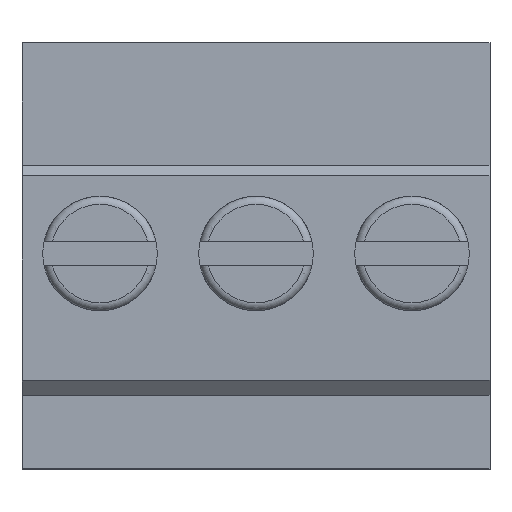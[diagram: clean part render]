
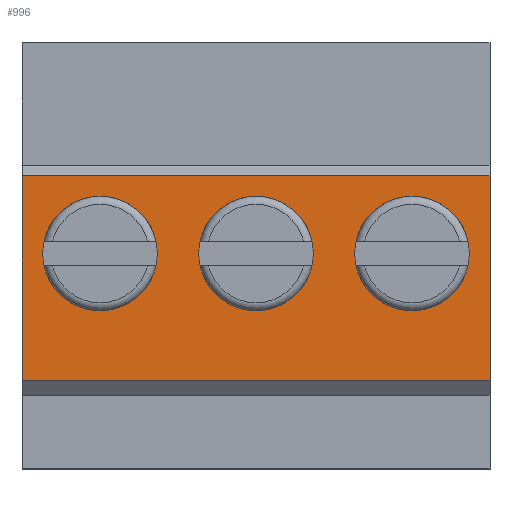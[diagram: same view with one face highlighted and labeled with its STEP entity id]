
A CAD part, top view. The second image highlights one B-rep face of the part: STEP entity #996.
In plain terms, the highlighted planar face has unit normal (0, 0, 1).
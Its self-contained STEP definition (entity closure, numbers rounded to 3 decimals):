
#996 = ADVANCED_FACE( '', ( #2171, #2172, #2173, #2174 ), #2175, .T. );
#2171 = FACE_OUTER_BOUND( '', #3589, .T. );
#2172 = FACE_BOUND( '', #3590, .T. );
#2173 = FACE_BOUND( '', #3591, .T. );
#2174 = FACE_BOUND( '', #3592, .T. );
#2175 = PLANE( '', #3593 );
#3589 = EDGE_LOOP( '', ( #6099, #6100, #6101, #6102 ) );
#3590 = EDGE_LOOP( '', ( #6103 ) );
#3591 = EDGE_LOOP( '', ( #6104 ) );
#3592 = EDGE_LOOP( '', ( #6105 ) );
#3593 = AXIS2_PLACEMENT_3D( '', #6106, #6107, #6108 );
#6099 = ORIENTED_EDGE( '', *, *, #9325, .F. );
#6100 = ORIENTED_EDGE( '', *, *, #9618, .F. );
#6101 = ORIENTED_EDGE( '', *, *, #9512, .T. );
#6102 = ORIENTED_EDGE( '', *, *, #9619, .T. );
#6103 = ORIENTED_EDGE( '', *, *, #8932, .T. );
#6104 = ORIENTED_EDGE( '', *, *, #9620, .T. );
#6105 = ORIENTED_EDGE( '', *, *, #9095, .T. );
#6106 = CARTESIAN_POINT( '', ( 5.715, -3.1, 6.375 ) );
#6107 = DIRECTION( '', ( 0., 0., 1. ) );
#6108 = DIRECTION( '', ( 1., 0., 0. ) );
#8932 = EDGE_CURVE( '', #10810, #10810, #10811, .T. );
#9095 = EDGE_CURVE( '', #11086, #11086, #11087, .T. );
#9325 = EDGE_CURVE( '', #11455, #11457, #11458, .T. );
#9512 = EDGE_CURVE( '', #11759, #11757, #11760, .T. );
#9618 = EDGE_CURVE( '', #11759, #11455, #11913, .T. );
#9619 = EDGE_CURVE( '', #11757, #11457, #11914, .T. );
#9620 = EDGE_CURVE( '', #11915, #11915, #11916, .T. );
#10810 = VERTEX_POINT( '', #13479 );
#10811 = CIRCLE( '', #13480, 1.4 );
#11086 = VERTEX_POINT( '', #13878 );
#11087 = CIRCLE( '', #13879, 1.4 );
#11455 = VERTEX_POINT( '', #14411 );
#11457 = VERTEX_POINT( '', #14414 );
#11458 = LINE( '', #14415, #14416 );
#11757 = VERTEX_POINT( '', #14850 );
#11759 = VERTEX_POINT( '', #14853 );
#11760 = LINE( '', #14854, #14855 );
#11913 = LINE( '', #15084, #15085 );
#11914 = LINE( '', #15086, #15087 );
#11915 = VERTEX_POINT( '', #15088 );
#11916 = CIRCLE( '', #15089, 1.4 );
#13479 = CARTESIAN_POINT( '', ( -5.21, 0., 6.375 ) );
#13480 = AXIS2_PLACEMENT_3D( '', #16783, #16784, #16785 );
#13878 = CARTESIAN_POINT( '', ( 2.41, 0., 6.375 ) );
#13879 = AXIS2_PLACEMENT_3D( '', #16933, #16934, #16935 );
#14411 = CARTESIAN_POINT( '', ( -5.715, -3.1, 6.375 ) );
#14414 = CARTESIAN_POINT( '', ( -5.715, 1.9, 6.375 ) );
#14415 = CARTESIAN_POINT( '', ( -5.715, -3.1, 6.375 ) );
#14416 = VECTOR( '', #17157, 1000. );
#14850 = CARTESIAN_POINT( '', ( 5.715, 1.9, 6.375 ) );
#14853 = CARTESIAN_POINT( '', ( 5.715, -3.1, 6.375 ) );
#14854 = CARTESIAN_POINT( '', ( 5.715, -3.1, 6.375 ) );
#14855 = VECTOR( '', #17341, 1000. );
#15084 = CARTESIAN_POINT( '', ( 5.715, -3.1, 6.375 ) );
#15085 = VECTOR( '', #17437, 1000. );
#15086 = CARTESIAN_POINT( '', ( 5.715, 1.9, 6.375 ) );
#15087 = VECTOR( '', #17438, 1000. );
#15088 = CARTESIAN_POINT( '', ( -1.4, 0., 6.375 ) );
#15089 = AXIS2_PLACEMENT_3D( '', #17439, #17440, #17441 );
#16783 = CARTESIAN_POINT( '', ( -3.81, 0., 6.375 ) );
#16784 = DIRECTION( '', ( 0., 0., -1. ) );
#16785 = DIRECTION( '', ( -1., 0., 0. ) );
#16933 = CARTESIAN_POINT( '', ( 3.81, 0., 6.375 ) );
#16934 = DIRECTION( '', ( 0., 0., -1. ) );
#16935 = DIRECTION( '', ( -1., 0., 0. ) );
#17157 = DIRECTION( '', ( 0., 1., 0. ) );
#17341 = DIRECTION( '', ( 0., 1., 0. ) );
#17437 = DIRECTION( '', ( -1., 0., 0. ) );
#17438 = DIRECTION( '', ( -1., 0., 0. ) );
#17439 = CARTESIAN_POINT( '', ( 0., 0., 6.375 ) );
#17440 = DIRECTION( '', ( 0., 0., -1. ) );
#17441 = DIRECTION( '', ( -1., 0., 0. ) );
